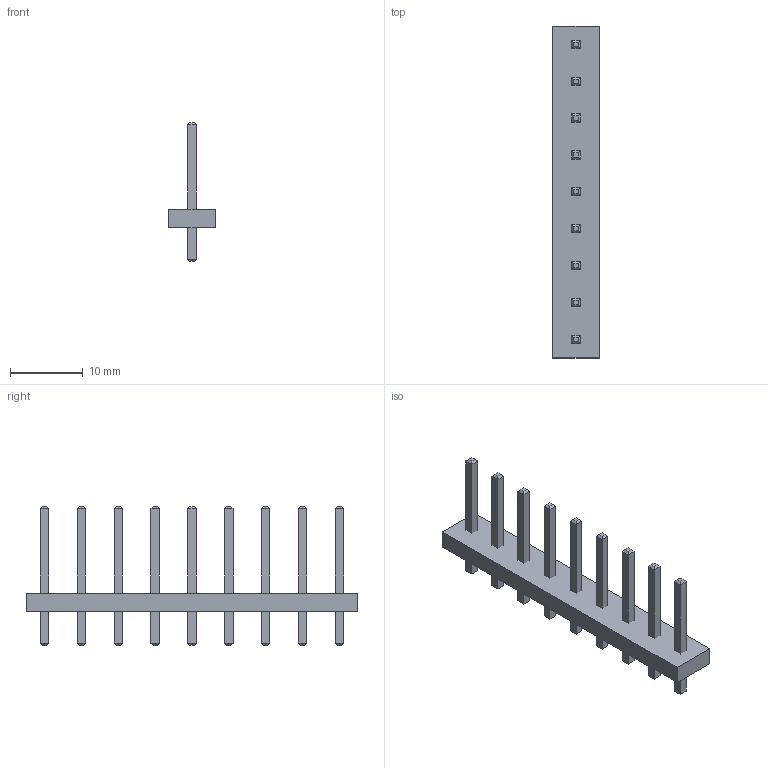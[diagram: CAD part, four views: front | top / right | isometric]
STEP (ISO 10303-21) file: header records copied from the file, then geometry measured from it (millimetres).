
FILE_DESCRIPTION(/* description */ ('model of Samtec_HPM-09-01-x-S_Straight_1x09_Pitch5.08mm'),/* implementation_level */ '2;1');
FILE_NAME(/* name */ 'Samtec_HPM-09-01-x-S_Straight_1x09_Pitch5.08mm.step',/* time_stamp */ '2023-01-04T12:13:27',/* author */ ('KiCAD','kicad'),/* organization */ ('OCCT'),/* preprocessor_version */ '',/* originating_system */ 'KiCAD',/* authorisation */ '');
FILE_SCHEMA(('AUTOMOTIVE_DESIGN { 1 0 10303 214 1 1 1 1 }'));
Length unit declared in the file: millimetre
Products named in the file (7): CQ assembly; cfbdc886-8c20-11ed-9f4e-a0cec80452fd; cfbdc886-8c20-11ed-9f4e-a0cec80452fd_part; cfbdccd2-8c20-11ed-9f4e-a0cec80452fd; cfbdccd2-8c20-11ed-9f4e-a0cec80452fd_part; cfbdcfac-8c20-11ed-9f4e-a0cec80452fd; cfbdcfac-8c20-11ed-9f4e-a0cec80452fd_part
Assembly tree (6 placements, depth 4):
  CQ assembly
    cfbdc886-8c20-11ed-9f4e-a0cec80452fd
      cfbdc886-8c20-11ed-9f4e-a0cec80452fd_part
      cfbdccd2-8c20-11ed-9f4e-a0cec80452fd
        cfbdccd2-8c20-11ed-9f4e-a0cec80452fd_part
      cfbdcfac-8c20-11ed-9f4e-a0cec80452fd
        cfbdcfac-8c20-11ed-9f4e-a0cec80452fd_part
Bounding box: 6.35 x 45.72 x 19.05 mm (x, y, z)
Volume: 957.5 mm3; surface area: 1634.2 mm2
Topology: 10 solids, 10 shells, 132 faces, 264 edges, 152 vertices
Faces by surface type: plane 132
Entity records: 3426 total; most frequent: CARTESIAN_POINT 555, DIRECTION 542, ORIENTED_EDGE 528, EDGE_CURVE 264, LINE 264, VECTOR 264, VERTEX_POINT 152, AXIS2_PLACEMENT_3D 139
